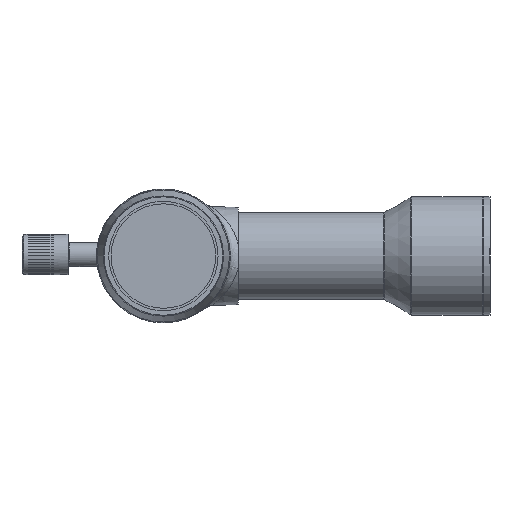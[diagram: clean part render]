
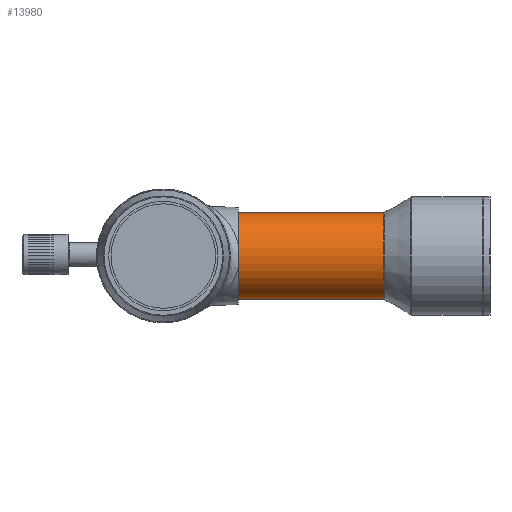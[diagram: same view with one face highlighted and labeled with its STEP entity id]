
A CAD part, front view. The second image highlights one B-rep face of the part: STEP entity #13980.
In plain terms, the highlighted cylindrical face has radius 14 mm (diameter 28 mm), a full revolution.
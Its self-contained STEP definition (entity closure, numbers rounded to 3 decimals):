
#13953=CARTESIAN_POINT('',(-59.53,0.,0.));
#13954=DIRECTION('',(1.0,0.,0.));
#13955=DIRECTION('',(0.0,-1.0,0.0));
#13956=AXIS2_PLACEMENT_3D('',#13953,#13954,#13955);
#13957=CYLINDRICAL_SURFACE('',#13956,14.0);
#13958=CARTESIAN_POINT('',(-81.0,14.,0.));
#13959=VERTEX_POINT('',#13958);
#13960=CARTESIAN_POINT('',(-81.,0.,0.));
#13961=DIRECTION('',(1.0,0.0,0.0));
#13962=DIRECTION('',(0.0,-1.0,0.0));
#13963=AXIS2_PLACEMENT_3D('',#13960,#13961,#13962);
#13964=CIRCLE('',#13963,14.0);
#13965=EDGE_CURVE('',#13959,#13959,#13964,.T.);
#13966=ORIENTED_EDGE('',*,*,#13965,.T.);
#13967=EDGE_LOOP('',(#13966));
#13968=FACE_OUTER_BOUND('',#13967,.T.);
#13969=CARTESIAN_POINT('',(-34.328,-14.,0.));
#13970=VERTEX_POINT('',#13969);
#13971=CARTESIAN_POINT('',(-34.328,0.,0.));
#13972=DIRECTION('',(1.0,0.0,0.0));
#13973=DIRECTION('',(0.0,1.0,0.0));
#13974=AXIS2_PLACEMENT_3D('',#13971,#13972,#13973);
#13975=CIRCLE('',#13974,14.0);
#13976=EDGE_CURVE('',#13970,#13970,#13975,.T.);
#13977=ORIENTED_EDGE('',*,*,#13976,.F.);
#13978=EDGE_LOOP('',(#13977));
#13979=FACE_BOUND('',#13978,.T.);
#13980=ADVANCED_FACE('',(#13968,#13979),#13957,.T.);
